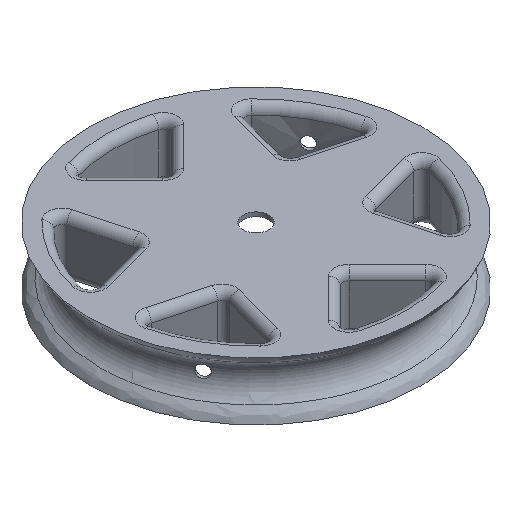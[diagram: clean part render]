
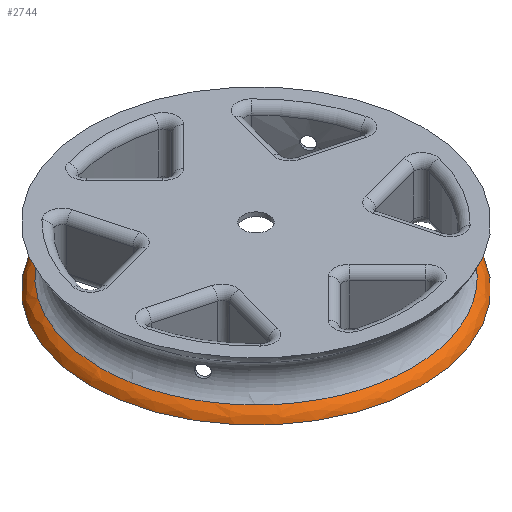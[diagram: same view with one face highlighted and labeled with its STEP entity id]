
A CAD part, isometric view. The second image highlights one B-rep face of the part: STEP entity #2744.
In plain terms, the highlighted free-form (B-spline) face has degree [3, 3] with [4, 17] control points.
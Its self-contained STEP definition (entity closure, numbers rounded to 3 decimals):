
#15=B_SPLINE_SURFACE_WITH_KNOTS('',3,3,((#5118,#5119,#5120,#5121,#5122,
#5123,#5124,#5125,#5126,#5127,#5128,#5129,#5130,#5131,#5132,#5133,#5134),
(#5135,#5136,#5137,#5138,#5139,#5140,#5141,#5142,#5143,#5144,#5145,#5146,
#5147,#5148,#5149,#5150,#5151),(#5152,#5153,#5154,#5155,#5156,#5157,#5158,
#5159,#5160,#5161,#5162,#5163,#5164,#5165,#5166,#5167,#5168),(#5169,#5170,
#5171,#5172,#5173,#5174,#5175,#5176,#5177,#5178,#5179,#5180,#5181,#5182,
#5183,#5184,#5185)),.UNSPECIFIED.,.F.,.T.,.F.,(4,4),(4,1,1,1,1,1,1,1,1,
1,1,1,1,1,4),(0.,1.),(11.04,11.828,12.617,
13.406,14.194,14.983,15.772,16.823,
17.349,17.875,18.926,19.715,20.504,
21.292,22.081),.UNSPECIFIED.);
#45=B_SPLINE_CURVE_WITH_KNOTS('',3,(#5191,#5192,#5193,#5194,#5195,#5196,
#5197,#5198,#5199,#5200,#5201,#5202,#5203,#5204,#5205,#5206,#5207),
 .UNSPECIFIED.,.F.,.F.,(4,1,1,1,1,1,1,1,1,1,1,1,1,1,4),(-22.081,
-21.292,-20.504,-19.715,-18.926,
-17.875,-17.349,-16.823,-15.772,
-14.983,-14.194,-13.406,-12.617,
-11.828,-11.041),.UNSPECIFIED.);
#46=B_SPLINE_CURVE_WITH_KNOTS('',3,(#5208,#5209,#5210,#5211),
 .UNSPECIFIED.,.F.,.F.,(4,4),(-11.041,-11.04),
 .UNSPECIFIED.);
#698=FACE_OUTER_BOUND('',#882,.T.);
#882=EDGE_LOOP('',(#2526,#2527,#2528,#2529,#2530));
#1112=CIRCLE('',#3136,2.5);
#1113=CIRCLE('',#3137,20.);
#1353=VERTEX_POINT('',#5186);
#1354=VERTEX_POINT('',#5187);
#1355=VERTEX_POINT('',#5190);
#1758=EDGE_CURVE('',#1353,#1354,#1112,.T.);
#1759=EDGE_CURVE('',#1354,#1354,#1113,.T.);
#1760=EDGE_CURVE('',#1353,#1355,#45,.T.);
#1761=EDGE_CURVE('',#1355,#1353,#46,.T.);
#2526=ORIENTED_EDGE('',*,*,#1758,.T.);
#2527=ORIENTED_EDGE('',*,*,#1759,.F.);
#2528=ORIENTED_EDGE('',*,*,#1758,.F.);
#2529=ORIENTED_EDGE('',*,*,#1760,.T.);
#2530=ORIENTED_EDGE('',*,*,#1761,.T.);
#2744=ADVANCED_FACE('',(#698),#15,.F.);
#3136=AXIS2_PLACEMENT_3D('',#5188,#4065,#4066);
#3137=AXIS2_PLACEMENT_3D('',#5189,#4067,#4068);
#4065=DIRECTION('center_axis',(-0.001,-1.,
0.));
#4066=DIRECTION('ref_axis',(-0.464,0.,0.886));
#4067=DIRECTION('center_axis',(0.,0.,-1.));
#4068=DIRECTION('ref_axis',(-1.,0.,0.));
#5118=CARTESIAN_POINT('Ctrl Pts',(-20.,0.016,
0.));
#5119=CARTESIAN_POINT('Ctrl Pts',(-20.,-2.968,0.));
#5120=CARTESIAN_POINT('Ctrl Pts',(-18.647,-8.963,0.));
#5121=CARTESIAN_POINT('Ctrl Pts',(-12.902,-16.165,0.));
#5122=CARTESIAN_POINT('Ctrl Pts',(-4.614,-20.163,0.));
#5123=CARTESIAN_POINT('Ctrl Pts',(4.598,-20.168,0.));
#5124=CARTESIAN_POINT('Ctrl Pts',(12.891,-16.171,0.));
#5125=CARTESIAN_POINT('Ctrl Pts',(19.282,-8.179,0.));
#5126=CARTESIAN_POINT('Ctrl Pts',(20.687,1.102,0.));
#5127=CARTESIAN_POINT('Ctrl Pts',(18.28,8.81,0.));
#5128=CARTESIAN_POINT('Ctrl Pts',(13.751,15.492,0.));
#5129=CARTESIAN_POINT('Ctrl Pts',(5.621,20.179,0.));
#5130=CARTESIAN_POINT('Ctrl Pts',(-4.62,20.155,0.));
#5131=CARTESIAN_POINT('Ctrl Pts',(-12.907,16.17,0.));
#5132=CARTESIAN_POINT('Ctrl Pts',(-18.647,8.939,0.));
#5133=CARTESIAN_POINT('Ctrl Pts',(-20.,3.,0.));
#5134=CARTESIAN_POINT('Ctrl Pts',(-20.,0.016,
0.));
#5135=CARTESIAN_POINT('Ctrl Pts',(-19.781,0.016,0.547));
#5136=CARTESIAN_POINT('Ctrl Pts',(-19.781,-2.935,0.547));
#5137=CARTESIAN_POINT('Ctrl Pts',(-18.443,-8.865,0.547));
#5138=CARTESIAN_POINT('Ctrl Pts',(-12.761,-15.988,0.547));
#5139=CARTESIAN_POINT('Ctrl Pts',(-4.563,-19.942,0.547));
#5140=CARTESIAN_POINT('Ctrl Pts',(4.548,-19.947,0.547));
#5141=CARTESIAN_POINT('Ctrl Pts',(12.75,-15.994,0.547));
#5142=CARTESIAN_POINT('Ctrl Pts',(19.071,-8.089,0.547));
#5143=CARTESIAN_POINT('Ctrl Pts',(20.46,1.09,0.547));
#5144=CARTESIAN_POINT('Ctrl Pts',(18.079,8.714,0.547));
#5145=CARTESIAN_POINT('Ctrl Pts',(13.601,15.322,0.547));
#5146=CARTESIAN_POINT('Ctrl Pts',(5.559,19.958,0.547));
#5147=CARTESIAN_POINT('Ctrl Pts',(-4.57,19.935,0.547));
#5148=CARTESIAN_POINT('Ctrl Pts',(-12.765,15.993,0.547));
#5149=CARTESIAN_POINT('Ctrl Pts',(-18.443,8.841,0.547));
#5150=CARTESIAN_POINT('Ctrl Pts',(-19.781,2.967,0.547));
#5151=CARTESIAN_POINT('Ctrl Pts',(-19.781,0.016,0.547));
#5152=CARTESIAN_POINT('Ctrl Pts',(-19.362,0.016,
1.012));
#5153=CARTESIAN_POINT('Ctrl Pts',(-19.362,-2.873,1.012));
#5154=CARTESIAN_POINT('Ctrl Pts',(-18.052,-8.677,1.012));
#5155=CARTESIAN_POINT('Ctrl Pts',(-12.49,-15.649,1.012));
#5156=CARTESIAN_POINT('Ctrl Pts',(-4.466,-19.519,1.012));
#5157=CARTESIAN_POINT('Ctrl Pts',(4.451,-19.524,1.012));
#5158=CARTESIAN_POINT('Ctrl Pts',(12.48,-15.655,1.012));
#5159=CARTESIAN_POINT('Ctrl Pts',(18.667,-7.918,1.012));
#5160=CARTESIAN_POINT('Ctrl Pts',(20.027,1.067,1.012));
#5161=CARTESIAN_POINT('Ctrl Pts',(17.696,8.529,1.012));
#5162=CARTESIAN_POINT('Ctrl Pts',(13.312,14.997,1.012));
#5163=CARTESIAN_POINT('Ctrl Pts',(5.442,19.535,1.012));
#5164=CARTESIAN_POINT('Ctrl Pts',(-4.473,19.512,1.012));
#5165=CARTESIAN_POINT('Ctrl Pts',(-12.495,15.654,1.012));
#5166=CARTESIAN_POINT('Ctrl Pts',(-18.052,8.653,1.012));
#5167=CARTESIAN_POINT('Ctrl Pts',(-19.362,2.904,1.012));
#5168=CARTESIAN_POINT('Ctrl Pts',(-19.362,0.016,
1.012));
#5169=CARTESIAN_POINT('Ctrl Pts',(-18.839,0.015,
1.286));
#5170=CARTESIAN_POINT('Ctrl Pts',(-18.839,-2.795,1.286));
#5171=CARTESIAN_POINT('Ctrl Pts',(-17.565,-8.443,1.286));
#5172=CARTESIAN_POINT('Ctrl Pts',(-12.154,-15.227,1.286));
#5173=CARTESIAN_POINT('Ctrl Pts',(-4.346,-18.993,1.286));
#5174=CARTESIAN_POINT('Ctrl Pts',(4.331,-18.998,1.286));
#5175=CARTESIAN_POINT('Ctrl Pts',(12.143,-15.233,1.286));
#5176=CARTESIAN_POINT('Ctrl Pts',(18.163,-7.704,1.286));
#5177=CARTESIAN_POINT('Ctrl Pts',(19.487,1.038,1.286));
#5178=CARTESIAN_POINT('Ctrl Pts',(17.219,8.299,1.286));
#5179=CARTESIAN_POINT('Ctrl Pts',(12.953,14.593,1.286));
#5180=CARTESIAN_POINT('Ctrl Pts',(5.295,19.008,1.286));
#5181=CARTESIAN_POINT('Ctrl Pts',(-4.352,18.986,1.286));
#5182=CARTESIAN_POINT('Ctrl Pts',(-12.158,15.232,1.286));
#5183=CARTESIAN_POINT('Ctrl Pts',(-17.565,8.42,1.286));
#5184=CARTESIAN_POINT('Ctrl Pts',(-18.839,2.826,1.286));
#5185=CARTESIAN_POINT('Ctrl Pts',(-18.839,0.015,
1.286));
#5186=CARTESIAN_POINT('',(-18.839,0.015,1.286));
#5187=CARTESIAN_POINT('',(-20.,0.016,0.));
#5188=CARTESIAN_POINT('Origin',(-17.679,0.014,-0.929));
#5189=CARTESIAN_POINT('Origin',(0.,0.,0.));
#5190=CARTESIAN_POINT('',(-18.839,0.,1.286));
#5191=CARTESIAN_POINT('Ctrl Pts',(-18.839,0.015,
1.286));
#5192=CARTESIAN_POINT('Ctrl Pts',(-18.839,2.826,1.286));
#5193=CARTESIAN_POINT('Ctrl Pts',(-17.565,8.42,1.286));
#5194=CARTESIAN_POINT('Ctrl Pts',(-12.158,15.232,1.286));
#5195=CARTESIAN_POINT('Ctrl Pts',(-4.352,18.986,1.286));
#5196=CARTESIAN_POINT('Ctrl Pts',(5.295,19.008,1.286));
#5197=CARTESIAN_POINT('Ctrl Pts',(12.953,14.593,1.286));
#5198=CARTESIAN_POINT('Ctrl Pts',(17.219,8.299,1.286));
#5199=CARTESIAN_POINT('Ctrl Pts',(19.487,1.038,1.286));
#5200=CARTESIAN_POINT('Ctrl Pts',(18.163,-7.704,1.286));
#5201=CARTESIAN_POINT('Ctrl Pts',(12.143,-15.233,1.286));
#5202=CARTESIAN_POINT('Ctrl Pts',(4.331,-18.998,1.286));
#5203=CARTESIAN_POINT('Ctrl Pts',(-4.346,-18.993,1.286));
#5204=CARTESIAN_POINT('Ctrl Pts',(-12.154,-15.227,1.286));
#5205=CARTESIAN_POINT('Ctrl Pts',(-17.562,-8.447,1.286));
#5206=CARTESIAN_POINT('Ctrl Pts',(-18.837,-2.806,1.286));
#5207=CARTESIAN_POINT('Ctrl Pts',(-18.839,0.,
1.286));
#5208=CARTESIAN_POINT('Ctrl Pts',(-18.839,0.,
1.286));
#5209=CARTESIAN_POINT('Ctrl Pts',(-18.839,0.005,
1.286));
#5210=CARTESIAN_POINT('Ctrl Pts',(-18.839,0.01,1.286));
#5211=CARTESIAN_POINT('Ctrl Pts',(-18.839,0.015,
1.286));
